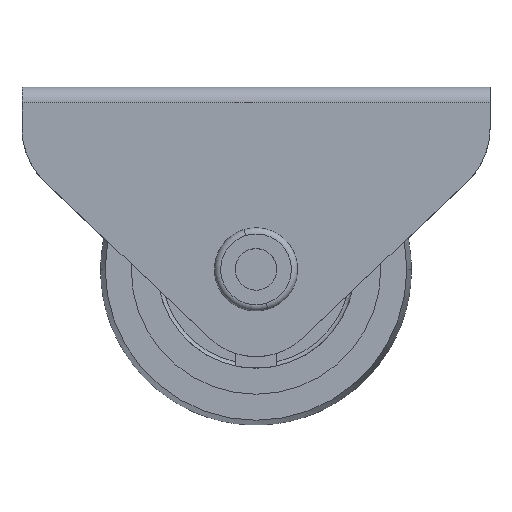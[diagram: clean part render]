
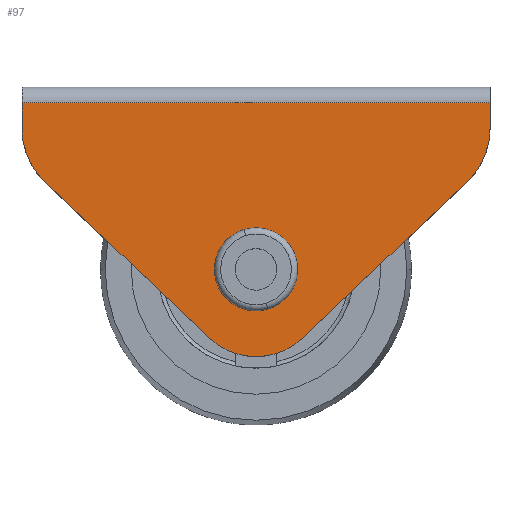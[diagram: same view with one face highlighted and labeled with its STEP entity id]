
A CAD part, top view. The second image highlights one B-rep face of the part: STEP entity #97.
In plain terms, the highlighted planar face has unit normal (0, 0, 1).
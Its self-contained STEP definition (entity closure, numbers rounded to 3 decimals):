
#97=ADVANCED_FACE('',(#233,#234),#235,.T.);
#233=FACE_OUTER_BOUND('',#502,.T.);
#234=FACE_BOUND('',#503,.T.);
#235=PLANE('',#504);
#502=EDGE_LOOP('',(#816,#817,#818,#819,#820,#821,#822,#823));
#503=EDGE_LOOP('',(#824,#825));
#504=AXIS2_PLACEMENT_3D('',#826,#827,#828);
#816=ORIENTED_EDGE('',*,*,#1833,.T.);
#817=ORIENTED_EDGE('',*,*,#1834,.T.);
#818=ORIENTED_EDGE('',*,*,#1835,.T.);
#819=ORIENTED_EDGE('',*,*,#1836,.T.);
#820=ORIENTED_EDGE('',*,*,#1837,.T.);
#821=ORIENTED_EDGE('',*,*,#1838,.T.);
#822=ORIENTED_EDGE('',*,*,#1839,.T.);
#823=ORIENTED_EDGE('',*,*,#1840,.T.);
#824=ORIENTED_EDGE('',*,*,#1841,.F.);
#825=ORIENTED_EDGE('',*,*,#1800,.F.);
#826=CARTESIAN_POINT('',(17.5,8.071,9.5));
#827=DIRECTION('',(0.0,0.,1.0));
#828=DIRECTION('',(0.0,-1.0,0.));
#1800=EDGE_CURVE('',#2135,#2137,#2138,.T.);
#1833=EDGE_CURVE('',#2199,#2200,#2201,.T.);
#1834=EDGE_CURVE('',#2200,#2202,#2203,.T.);
#1835=EDGE_CURVE('',#2202,#2204,#2205,.T.);
#1836=EDGE_CURVE('',#2204,#2206,#2207,.T.);
#1837=EDGE_CURVE('',#2206,#2208,#2209,.T.);
#1838=EDGE_CURVE('',#2208,#2210,#2211,.T.);
#1839=EDGE_CURVE('',#2210,#2212,#2213,.T.);
#1840=EDGE_CURVE('',#2212,#2199,#2214,.T.);
#1841=EDGE_CURVE('',#2137,#2135,#2215,.T.);
#2135=VERTEX_POINT('',#2686);
#2137=VERTEX_POINT('',#2689);
#2138=CIRCLE('',#2690,2.5);
#2199=VERTEX_POINT('',#2769);
#2200=VERTEX_POINT('',#2770);
#2201=LINE('',#2771,#2772);
#2202=VERTEX_POINT('',#2773);
#2203=CIRCLE('',#2774,7.0);
#2204=VERTEX_POINT('',#2775);
#2205=LINE('',#2776,#2777);
#2206=VERTEX_POINT('',#2778);
#2207=LINE('',#2779,#2780);
#2208=VERTEX_POINT('',#2781);
#2209=LINE('',#2782,#2783);
#2210=VERTEX_POINT('',#2784);
#2211=CIRCLE('',#2785,7.0);
#2212=VERTEX_POINT('',#2786);
#2213=LINE('',#2787,#2788);
#2214=CIRCLE('',#2789,6.5);
#2215=CIRCLE('',#2790,2.5);
#2686=CARTESIAN_POINT('',(-2.5,-17.529,9.5));
#2689=CARTESIAN_POINT('',(2.5,-17.529,9.5));
#2690=AXIS2_PLACEMENT_3D('',#3542,#3543,#3544);
#2769=CARTESIAN_POINT('',(4.479,-24.14,9.5));
#2770=CARTESIAN_POINT('',(20.324,-9.073,9.5));
#2771=CARTESIAN_POINT('',(20.324,-9.073,9.5));
#2772=VECTOR('',#3605,1000.0);
#2773=CARTESIAN_POINT('',(22.5,-4.,9.5));
#2774=AXIS2_PLACEMENT_3D('',#3606,#3607,#3608);
#2775=CARTESIAN_POINT('',(22.5,-1.5,9.5));
#2776=CARTESIAN_POINT('',(22.5,5.071,9.5));
#2777=VECTOR('',#3609,1000.0);
#2778=CARTESIAN_POINT('',(-22.5,-1.5,9.5));
#2779=CARTESIAN_POINT('',(17.5,-1.5,9.5));
#2780=VECTOR('',#3610,1000.0);
#2781=CARTESIAN_POINT('',(-22.5,-4.0,9.5));
#2782=CARTESIAN_POINT('',(-22.5,42.071,9.5));
#2783=VECTOR('',#3611,1000.0);
#2784=CARTESIAN_POINT('',(-20.324,-9.073,9.5));
#2785=AXIS2_PLACEMENT_3D('',#3612,#3613,#3614);
#2786=CARTESIAN_POINT('',(-4.479,-24.14,9.5));
#2787=CARTESIAN_POINT('',(-20.324,-9.073,9.5));
#2788=VECTOR('',#3615,1000.0);
#2789=AXIS2_PLACEMENT_3D('',#3616,#3617,#3618);
#2790=AXIS2_PLACEMENT_3D('',#3619,#3620,#3621);
#3542=CARTESIAN_POINT('',(0.,-17.529,9.5));
#3543=DIRECTION('',(0.0,0.0,1.0));
#3544=DIRECTION('',(1.0,0.0,0.0));
#3605=DIRECTION('',(0.725,0.689,-0.0));
#3606=CARTESIAN_POINT('',(15.5,-4.,9.5));
#3607=DIRECTION('',(0.0,0.0,1.0));
#3608=DIRECTION('',(-1.0,0.0,0.0));
#3609=DIRECTION('',(-0.0,1.0,0.));
#3610=DIRECTION('',(-1.0,-0.0,0.0));
#3611=DIRECTION('',(0.,-1.0,0.));
#3612=CARTESIAN_POINT('',(-15.5,-4.0,9.5));
#3613=DIRECTION('',(0.0,0.0,1.0));
#3614=DIRECTION('',(1.0,0.0,0.0));
#3615=DIRECTION('',(0.725,-0.689,0.0));
#3616=CARTESIAN_POINT('',(0.,-19.429,9.5));
#3617=DIRECTION('',(0.0,0.0,1.0));
#3618=DIRECTION('',(1.0,0.0,0.0));
#3619=CARTESIAN_POINT('',(0.,-17.529,9.5));
#3620=DIRECTION('',(0.0,0.0,1.0));
#3621=DIRECTION('',(1.0,0.0,0.0));
